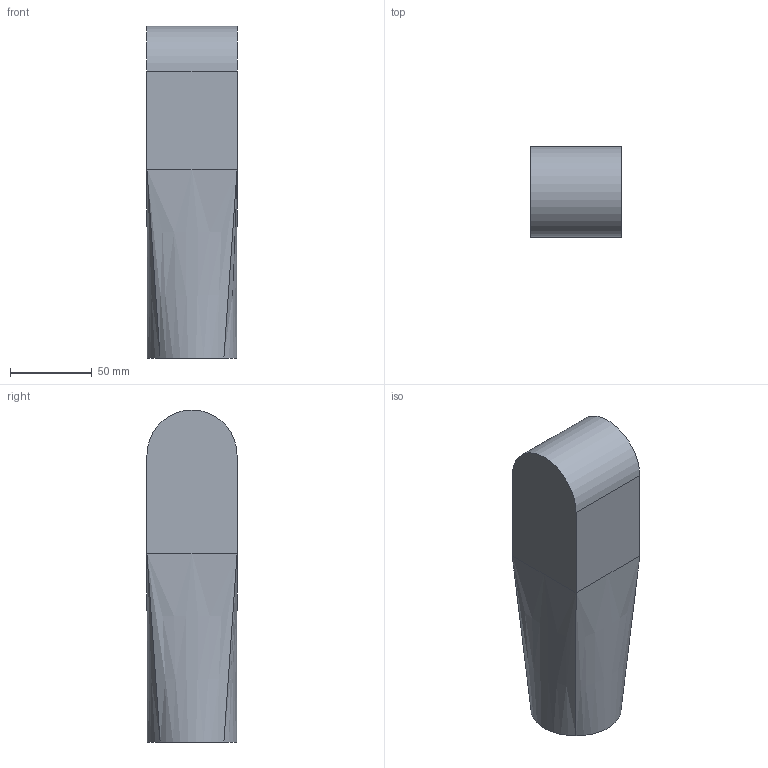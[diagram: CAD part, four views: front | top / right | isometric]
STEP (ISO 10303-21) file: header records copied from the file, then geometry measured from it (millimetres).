
FILE_DESCRIPTION(/* description */ (''),/* implementation_level */ '2;1');
FILE_NAME(/* name */ 'shank.step',/* time_stamp */ '2021-01-29T00:06:41-05:00',/* author */ ('DELL'),/* organization */ (''),/* preprocessor_version */ 'ST-DEVELOPER v18',/* originating_system */ 'Autodesk Inventor 2020',/* authorisation */ '');
FILE_SCHEMA (('AUTOMOTIVE_DESIGN { 1 0 10303 214 3 1 1 }'));
Length unit declared in the file: millimetre
Products named in the file (1): shank
Bounding box: 55 x 55 x 202.5 mm (x, y, z)
Volume: 515855 mm3; surface area: 50582.9 mm2
Topology: 1 solids, 1 shells, 12 faces, 29 edges, 20 vertices
Faces by surface type: plane 6, bspline 4, cylinder 2
Full cylindrical faces by diameter (mm): 30 x1
Entity records: 544 total; most frequent: CARTESIAN_POINT 218, ORIENTED_EDGE 58, DIRECTION 57, EDGE_CURVE 29, VERTEX_POINT 20, LINE 19, VECTOR 19, AXIS2_PLACEMENT_3D 19
